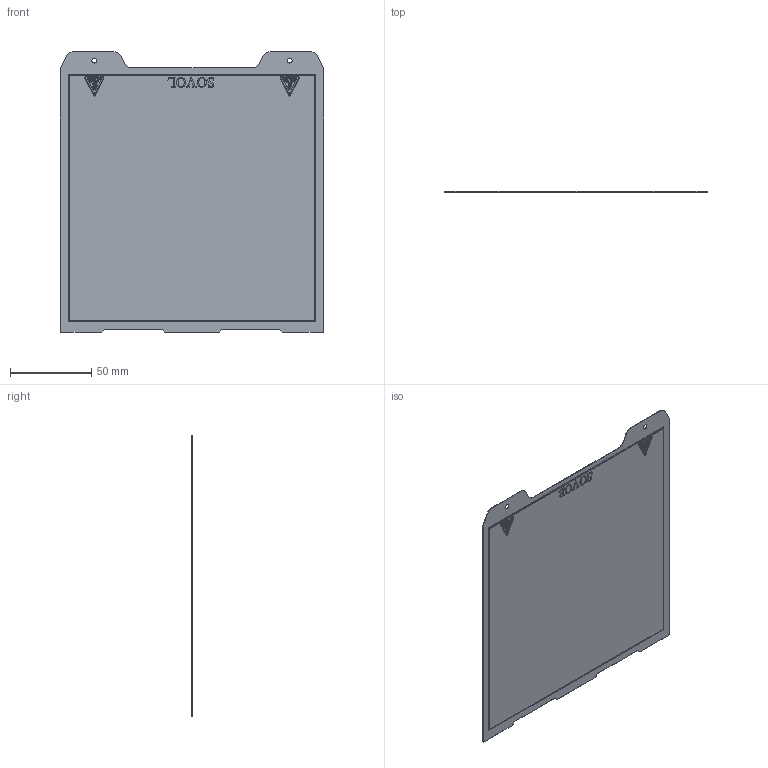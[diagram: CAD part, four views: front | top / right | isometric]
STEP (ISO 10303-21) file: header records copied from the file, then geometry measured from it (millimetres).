
FILE_DESCRIPTION (( 'STEP AP214' ), '1' );
FILE_NAME ('JXHMP4602-02014-f 湖荂す怢詩啣.step', '2024-11-20T12:49:47', ( 'Windows User' ), ( 'P R C' ), 'SwSTEP 2.0', 'SolidWorks 2020', '' );
FILE_SCHEMA (( 'AUTOMOTIVE_DESIGN' ));
Length unit declared in the file: millimetre
Products named in the file (1): JXHMP4602-02014-f 湖荂す怢詩啣
Bounding box: 162 x 0.4 x 172.5 mm (x, y, z)
Volume: 10695.2 mm3; surface area: 54250.9 mm2
Topology: 1 solids, 1 shells, 510 faces, 1362 edges, 908 vertices
Faces by surface type: plane 248, bspline 212, cylinder 50
Entity records: 25784 total; most frequent: CARTESIAN_POINT 9697, ORIENTED_EDGE 2724, DIRECTION 1636, EDGE_CURVE 1362, VERTEX_POINT 908, VECTOR 838, LINE 838, EDGE_LOOP 568
